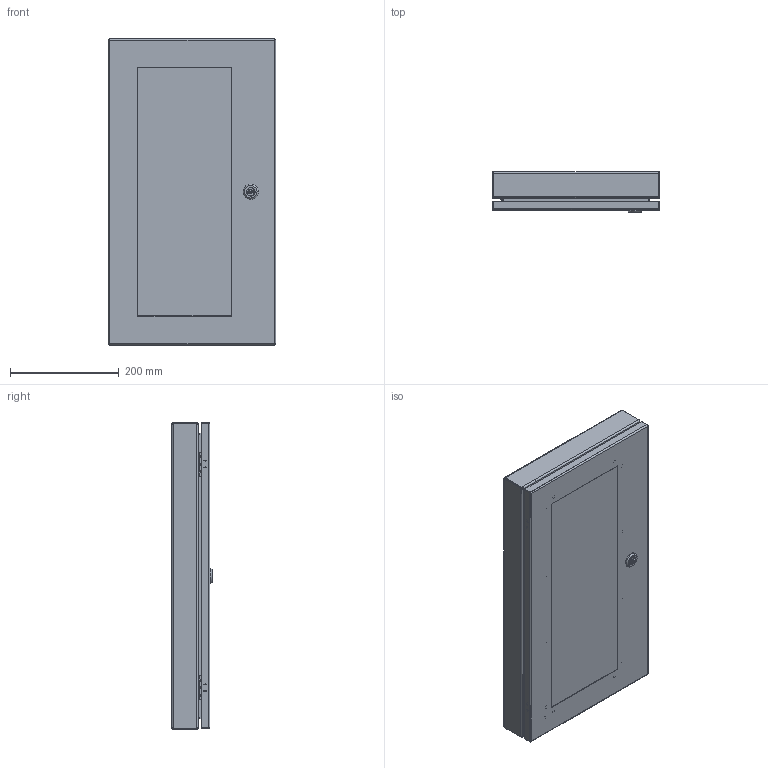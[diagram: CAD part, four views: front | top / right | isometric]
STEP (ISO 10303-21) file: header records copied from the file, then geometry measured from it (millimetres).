
FILE_DESCRIPTION (( 'STEP AP203' ), '1' );
FILE_NAME ('1481WDH2416_Default.step', '2019-11-12T17:26:06', ( '' ), ( '' ), 'SwSTEP 2.0', 'SolidWorks 2019', '' );
FILE_SCHEMA (( 'CONFIG_CONTROL_DESIGN' ));
Length unit declared in the file: inch
Products named in the file (1): 1481WDH2416_Default
Bounding box: 308.36 x 73.91 x 563.63 mm (x, y, z)
Volume: 1173291.8 mm3; surface area: 911168 mm2
Topology: 45 solids, 45 shells, 1062 faces, 2313 edges, 1372 vertices
Faces by surface type: plane 569, cylinder 301, bspline 92, cone 88, torus 12
Entity records: 33479 total; most frequent: CARTESIAN_POINT 10642, DIRECTION 4654, ORIENTED_EDGE 4622, EDGE_CURVE 2311, AXIS2_PLACEMENT_3D 1680, VERTEX_POINT 1372, VECTOR 1294, LINE 1294
